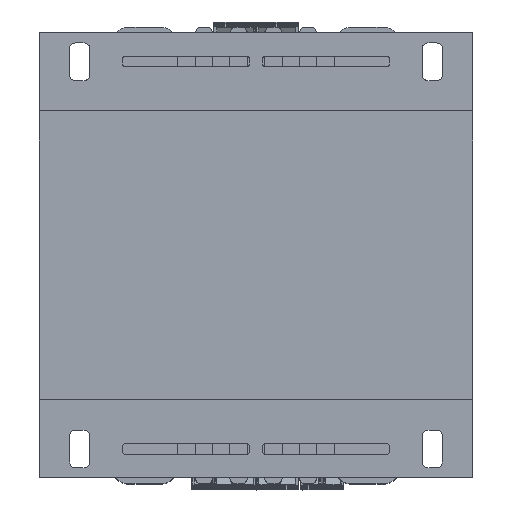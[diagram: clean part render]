
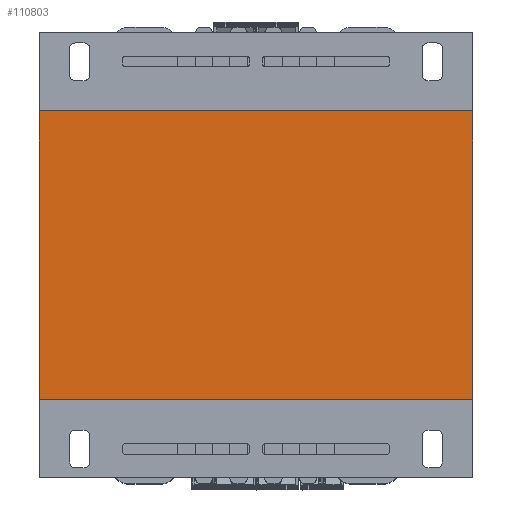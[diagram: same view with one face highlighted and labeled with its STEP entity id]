
A CAD part, top view. The second image highlights one B-rep face of the part: STEP entity #110803.
In plain terms, the highlighted planar face has unit normal (0, 0, 1).
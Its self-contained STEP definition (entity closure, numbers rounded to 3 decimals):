
#3456=FACE_OUTER_BOUND('',#9100,.T.);
#9100=EDGE_LOOP('',(#69015,#69016,#69017,#69018));
#14967=LINE('',#152416,#28869);
#15001=LINE('',#152500,#28903);
#15003=LINE('',#152504,#28905);
#15004=LINE('',#152505,#28906);
#28869=VECTOR('',#124004,1.);
#28903=VECTOR('',#124082,1.);
#28905=VECTOR('',#124086,1.);
#28906=VECTOR('',#124087,1.);
#42770=VERTEX_POINT('',#152412);
#42772=VERTEX_POINT('',#152415);
#42800=VERTEX_POINT('',#152499);
#42801=VERTEX_POINT('',#152503);
#53096=EDGE_CURVE('',#42772,#42770,#14967,.T.);
#53138=EDGE_CURVE('',#42800,#42772,#15001,.T.);
#53140=EDGE_CURVE('',#42801,#42770,#15003,.T.);
#53141=EDGE_CURVE('',#42801,#42800,#15004,.T.);
#69015=ORIENTED_EDGE('',*,*,#53140,.F.);
#69016=ORIENTED_EDGE('',*,*,#53141,.T.);
#69017=ORIENTED_EDGE('',*,*,#53138,.T.);
#69018=ORIENTED_EDGE('',*,*,#53096,.T.);
#100650=PLANE('',#116767);
#110803=ADVANCED_FACE('',(#3456),#100650,.T.);
#116767=AXIS2_PLACEMENT_3D('',#152502,#124084,#124085);
#124004=DIRECTION('',(1.,0.,0.));
#124082=DIRECTION('',(0.,-1.,0.));
#124084=DIRECTION('center_axis',(0.,0.,1.));
#124085=DIRECTION('ref_axis',(0.,-1.,0.));
#124086=DIRECTION('',(0.,-1.,0.));
#124087=DIRECTION('',(-1.,0.,0.));
#152412=CARTESIAN_POINT('',(765.285,-384.691,87.5));
#152415=CARTESIAN_POINT('',(615.285,-384.691,87.5));
#152416=CARTESIAN_POINT('',(765.285,-384.691,87.5));
#152499=CARTESIAN_POINT('',(615.285,-284.691,87.5));
#152500=CARTESIAN_POINT('',(615.285,-284.691,87.5));
#152502=CARTESIAN_POINT('Origin',(615.285,-284.691,87.5));
#152503=CARTESIAN_POINT('',(765.285,-284.691,87.5));
#152504=CARTESIAN_POINT('',(765.285,-284.691,87.5));
#152505=CARTESIAN_POINT('',(765.285,-284.691,87.5));
